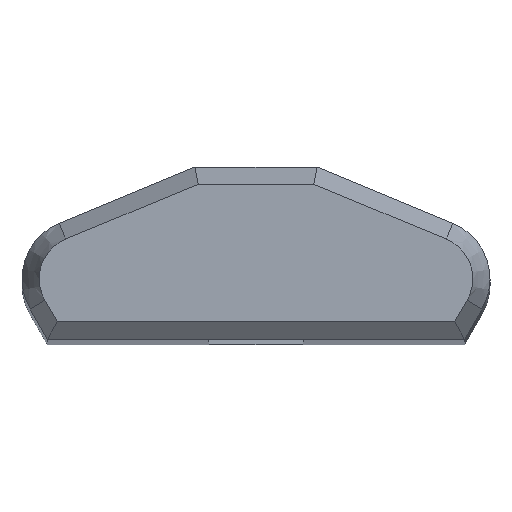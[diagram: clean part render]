
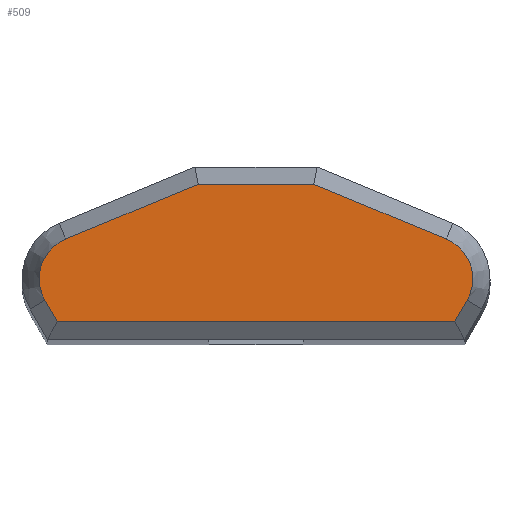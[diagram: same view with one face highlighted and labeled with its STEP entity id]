
A CAD part, top view. The second image highlights one B-rep face of the part: STEP entity #509.
In plain terms, the highlighted planar face has unit normal (0, 0, 1).
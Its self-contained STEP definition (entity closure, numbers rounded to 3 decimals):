
#23=CIRCLE('',#560,1.25);
#24=CIRCLE('',#564,1.25);
#57=FACE_OUTER_BOUND('',#88,.T.);
#88=EDGE_LOOP('',(#433,#434,#435,#436,#437,#438,#439,#440));
#134=LINE('',#809,#194);
#136=LINE('',#813,#196);
#140=LINE('',#821,#200);
#143=LINE('',#828,#203);
#145=LINE('',#833,#205);
#148=LINE('',#842,#208);
#194=VECTOR('',#663,10.);
#196=VECTOR('',#667,10.);
#200=VECTOR('',#673,10.);
#203=VECTOR('',#682,10.);
#205=VECTOR('',#686,10.);
#208=VECTOR('',#697,10.);
#242=VERTEX_POINT('',#806);
#243=VERTEX_POINT('',#808);
#244=VERTEX_POINT('',#812);
#246=VERTEX_POINT('',#818);
#247=VERTEX_POINT('',#820);
#248=VERTEX_POINT('',#824);
#250=VERTEX_POINT('',#832);
#252=VERTEX_POINT('',#837);
#299=EDGE_CURVE('',#242,#243,#134,.T.);
#301=EDGE_CURVE('',#243,#244,#136,.T.);
#305=EDGE_CURVE('',#246,#247,#140,.T.);
#308=EDGE_CURVE('',#248,#246,#23,.T.);
#309=EDGE_CURVE('',#244,#248,#143,.T.);
#311=EDGE_CURVE('',#247,#250,#145,.T.);
#314=EDGE_CURVE('',#252,#242,#24,.T.);
#316=EDGE_CURVE('',#250,#252,#148,.T.);
#433=ORIENTED_EDGE('',*,*,#305,.F.);
#434=ORIENTED_EDGE('',*,*,#308,.F.);
#435=ORIENTED_EDGE('',*,*,#309,.F.);
#436=ORIENTED_EDGE('',*,*,#301,.F.);
#437=ORIENTED_EDGE('',*,*,#299,.F.);
#438=ORIENTED_EDGE('',*,*,#314,.F.);
#439=ORIENTED_EDGE('',*,*,#316,.F.);
#440=ORIENTED_EDGE('',*,*,#311,.F.);
#479=PLANE('',#568);
#509=ADVANCED_FACE('',(#57),#479,.T.);
#560=AXIS2_PLACEMENT_3D('',#826,#678,#679);
#564=AXIS2_PLACEMENT_3D('',#839,#691,#692);
#568=AXIS2_PLACEMENT_3D('',#846,#702,#703);
#663=DIRECTION('',(0.924,0.383,0.));
#667=DIRECTION('',(1.,0.,0.));
#673=DIRECTION('',(-0.5,-0.866,0.));
#678=DIRECTION('center_axis',(0.,0.,-1.));
#679=DIRECTION('ref_axis',(0.,1.,0.));
#682=DIRECTION('',(0.924,-0.383,0.));
#686=DIRECTION('',(-1.,0.,0.));
#691=DIRECTION('center_axis',(0.,0.,-1.));
#692=DIRECTION('ref_axis',(-0.383,0.924,0.));
#697=DIRECTION('',(-0.5,0.866,0.));
#702=DIRECTION('center_axis',(0.,0.,1.));
#703=DIRECTION('ref_axis',(1.,0.,0.));
#806=CARTESIAN_POINT('',(-5.528,2.905,100.));
#808=CARTESIAN_POINT('',(-1.677,4.5,100.));
#809=CARTESIAN_POINT('',(-4.19,3.459,100.));
#812=CARTESIAN_POINT('',(1.677,4.5,100.));
#813=CARTESIAN_POINT('',(-2.069,4.5,100.));
#818=CARTESIAN_POINT('',(6.133,1.125,100.));
#820=CARTESIAN_POINT('',(5.772,0.5,100.));
#821=CARTESIAN_POINT('',(4.185,-2.248,100.));
#824=CARTESIAN_POINT('',(5.528,2.905,100.));
#826=CARTESIAN_POINT('Origin',(5.05,1.75,100.));
#828=CARTESIAN_POINT('',(1.114,4.733,100.));
#832=CARTESIAN_POINT('',(-5.772,0.5,100.));
#833=CARTESIAN_POINT('',(-5.987,0.5,100.));
#837=CARTESIAN_POINT('',(-6.133,1.125,100.));
#839=CARTESIAN_POINT('Origin',(-5.05,1.75,100.));
#842=CARTESIAN_POINT('',(-5.916,0.751,100.));
#846=CARTESIAN_POINT('Origin',(-5.914,0.253,100.));
